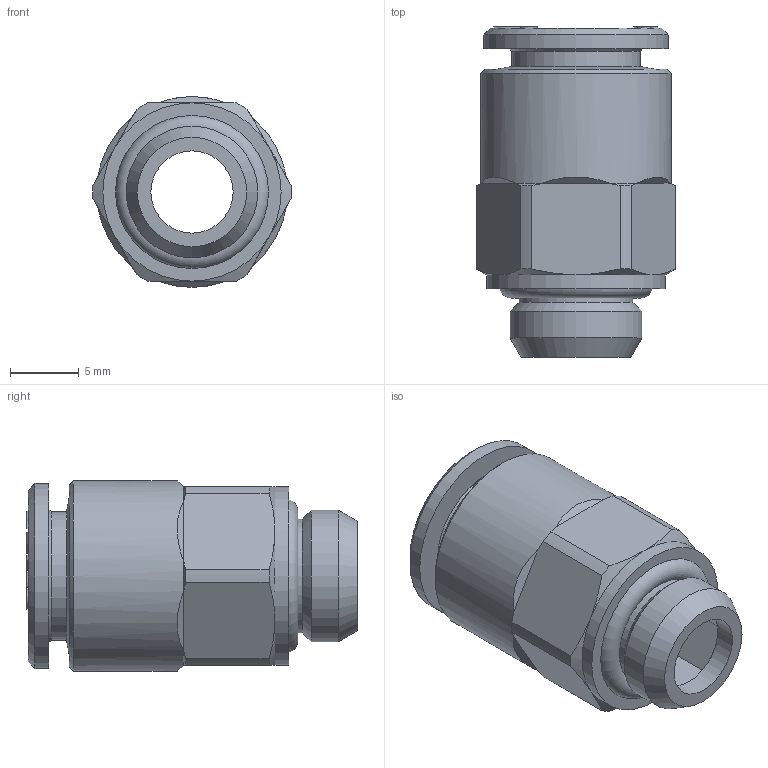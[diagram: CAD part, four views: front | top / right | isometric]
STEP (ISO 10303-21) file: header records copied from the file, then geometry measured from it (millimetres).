
FILE_DESCRIPTION(/* description */ ('STEP AP214'),/* implementation_level */ '2;1');
FILE_NAME(/* name */ 'AP020041',/* time_stamp */ '2023-03-28T14:20:46+02:00',/* author */ ('License CC BY-ND 4.0'),/* organization */ ('CADENAS'),/* preprocessor_version */ 'ST-DEVELOPER v19.3',/* originating_system */ 'PARTsolutions',/* authorisation */ ' ');
FILE_SCHEMA (('AUTOMOTIVE_DESIGN {1 0 10303 214 3 1 1}'));
Length unit declared in the file: millimetre
Products named in the file (2): AP020041; AP020041_PART1
Assembly tree (1 placements, depth 2):
  AP020041
    AP020041_PART1
Bounding box: 14.5 x 24.1 x 13.9 mm (x, y, z)
Volume: 1926.5 mm3; surface area: 1881.8 mm2
Topology: 1 solids, 1 shells, 177 faces, 451 edges, 293 vertices
Faces by surface type: plane 91, bspline 51, cone 20, cylinder 14, torus 1
Full cylindrical faces by diameter (mm): 6 x1, 8.15 x1, 8.3 x1, 9.4 x1, 9.6 x1, 13 x1, 13.5 x1, 13.9 x1
Entity records: 9275 total; most frequent: CARTESIAN_POINT 4159, ORIENTED_EDGE 862, DIRECTION 611, EDGE_CURVE 431, VERTEX_POINT 290, LINE 243, VECTOR 243, EDGE_LOOP 213
